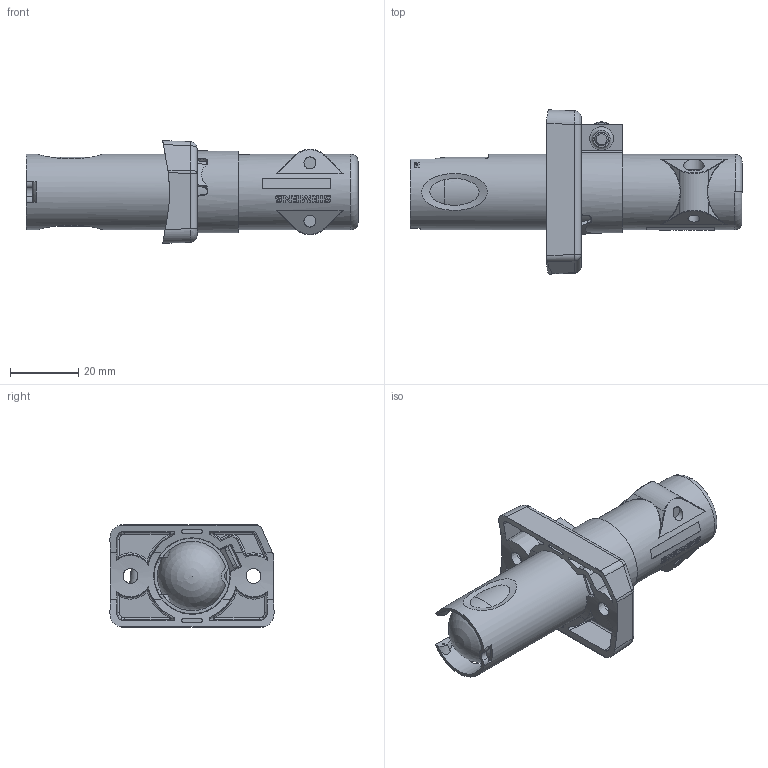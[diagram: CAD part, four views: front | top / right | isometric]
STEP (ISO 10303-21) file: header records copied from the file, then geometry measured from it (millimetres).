
FILE_DESCRIPTION(/* description */ (''),/* implementation_level */ '2;1');
FILE_NAME(/* name */ '',/* time_stamp */ '2014-07-28T13:29:42+02:00',/* author */ (''),/* organization */ (''),/* preprocessor_version */ 'ST-DEVELOPER v15',/* originating_system */ 'SIEMENS PLM Software NX 8.5',/* authorisation */ '');
FILE_SCHEMA (('AUTOMOTIVE_DESIGN { 1 0 10303 214 3 1 1 1 }'));
Length unit declared in the file: millimetre
Products named in the file (1): birk12B08B1Beymg
Bounding box: 97.05 x 47.95 x 30 mm (x, y, z)
Volume: 42305.2 mm3; surface area: 16541 mm2
Topology: 2 solids, 3 shells, 532 faces, 1451 edges, 932 vertices
Faces by surface type: plane 241, cylinder 106, extrusion 102, bspline 40, cone 18, torus 16, sphere 9
Full cylindrical faces by diameter (mm): 0.6 x2, 3.5 x2, 4 x2, 6 x2, 7.8 x1, 15.4 x1, 20.2 x1, 22 x1, 22.1 x1
Entity records: 19595 total; most frequent: CARTESIAN_POINT 6764, ORIENTED_EDGE 2756, DIRECTION 2386, EDGE_CURVE 1378, VERTEX_POINT 902, AXIS2_PLACEMENT_3D 835, VECTOR 716, LINE 614
